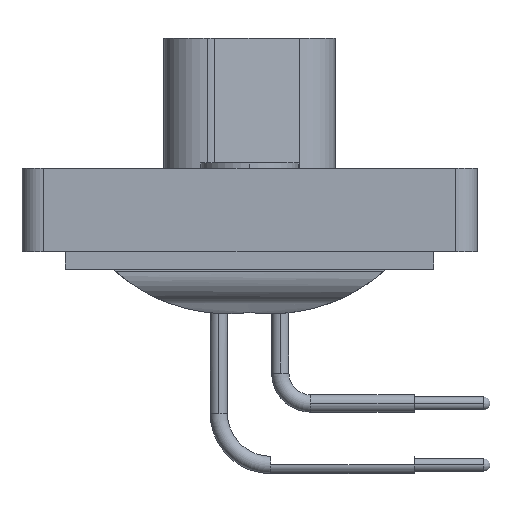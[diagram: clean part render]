
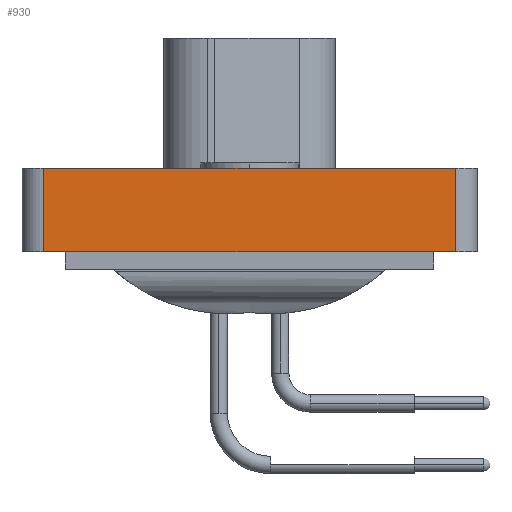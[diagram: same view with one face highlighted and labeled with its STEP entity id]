
A CAD part, left-side view. The second image highlights one B-rep face of the part: STEP entity #930.
In plain terms, the highlighted planar face has unit normal (-1, 0, 0).
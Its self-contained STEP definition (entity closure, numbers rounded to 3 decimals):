
#930=ADVANCED_FACE('',(#1916),#1917,.T.);
#1916=FACE_OUTER_BOUND('',#2903,.T.);
#1917=PLANE('',#2904);
#2903=EDGE_LOOP('',(#5689,#5690,#5691,#5692));
#2904=AXIS2_PLACEMENT_3D('',#5693,#5694,#5695);
#5689=ORIENTED_EDGE('',*,*,#6819,.T.);
#5690=ORIENTED_EDGE('',*,*,#6875,.F.);
#5691=ORIENTED_EDGE('',*,*,#6876,.T.);
#5692=ORIENTED_EDGE('',*,*,#6871,.T.);
#5693=CARTESIAN_POINT('',(-23.9,0.,-3.85));
#5694=DIRECTION('',(-1.0,0.0,0.0));
#5695=DIRECTION('',(0.0,-1.0,0.0));
#6819=EDGE_CURVE('',#8443,#8455,#8457,.T.);
#6871=EDGE_CURVE('',#8533,#8443,#8534,.T.);
#6875=EDGE_CURVE('',#8539,#8455,#8540,.T.);
#6876=EDGE_CURVE('',#8539,#8533,#8541,.T.);
#8443=VERTEX_POINT('',#12301);
#8455=VERTEX_POINT('',#12316);
#8457=LINE('',#12318,#12319);
#8533=VERTEX_POINT('',#12423);
#8534=LINE('',#12424,#12425);
#8539=VERTEX_POINT('',#12431);
#8540=LINE('',#12432,#12433);
#8541=LINE('',#12434,#12435);
#12301=CARTESIAN_POINT('',(-23.9,-9.5,0.0));
#12316=CARTESIAN_POINT('',(-23.9,9.5,0.0));
#12318=CARTESIAN_POINT('',(-23.9,9.5,0.0));
#12319=VECTOR('',#13847,1.0);
#12423=CARTESIAN_POINT('',(-23.9,-9.5,-3.85));
#12424=CARTESIAN_POINT('',(-23.9,-9.5,-3.85));
#12425=VECTOR('',#13900,1.0);
#12431=CARTESIAN_POINT('',(-23.9,9.5,-3.85));
#12432=CARTESIAN_POINT('',(-23.9,9.5,-3.85));
#12433=VECTOR('',#13905,1.0);
#12434=CARTESIAN_POINT('',(-23.9,9.5,-3.85));
#12435=VECTOR('',#13906,1.0);
#13847=DIRECTION('',(0.0,1.0,0.0));
#13900=DIRECTION('',(0.0,0.0,1.0));
#13905=DIRECTION('',(0.0,0.0,1.0));
#13906=DIRECTION('',(0.0,-1.0,0.0));
